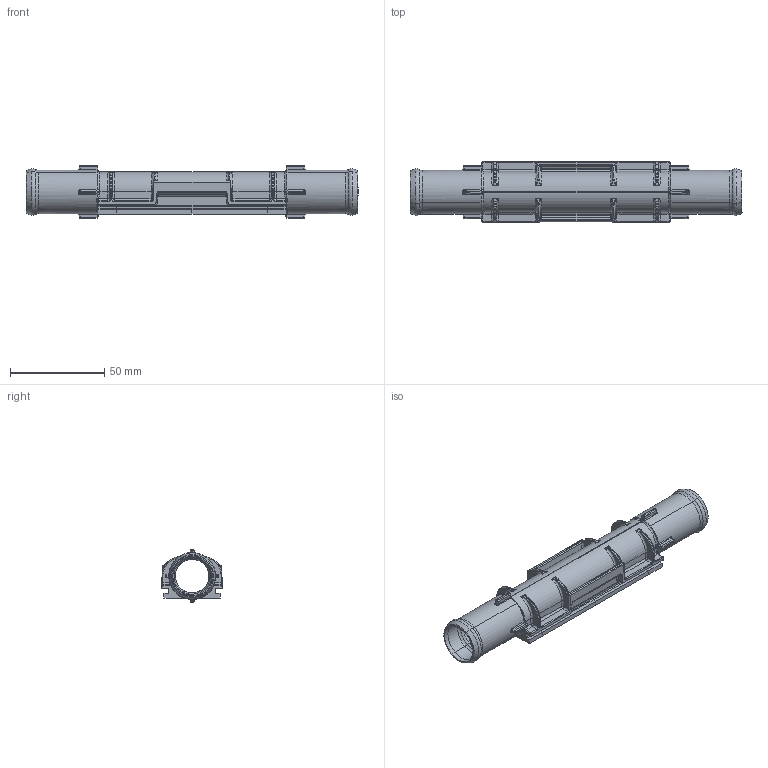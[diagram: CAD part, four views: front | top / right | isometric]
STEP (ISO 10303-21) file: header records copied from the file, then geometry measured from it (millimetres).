
FILE_DESCRIPTION(('CATIA V5 STEP','CAx-IF Rec.Pracs.--- Model Styling and Organization---1.5--- 2016-08-15','CAx-IF Rec.Pracs.---Supplemental Geometry---1.0---2011-11-01','CAx-IF Rec.Pracs.--- Composite Materials ---1.1---2010-07-15','CAx-IF Rec.Pracs.--- Geometric and Assembly Validation Properties ---3.1---2016-08-17'),'2;1');
FILE_NAME('DIGI_AUTO_FAB_FUNKDEMO_SCHELLENANSCHLUSS-TM1.stp','2024-02-01T12:03:49+00:00',('OpenDXM CA5 STEP'),('Dr. Ing. h.c. F. Porsche AG'),'CATIA Version 5-6 Release 2022 SP3 HF23','CATIA V5 STEP AP214 v2','geheim');
FILE_SCHEMA(('AUTOMOTIVE_DESIGN { 1 0 10303 214 1 1 1 1 }'));
Length unit declared in the file: millimetre
Products named in the file (1): DIGI_AUTO_FAB_FUNKDEMO_SCHELLENANSCHLUSS-TM1
Bounding box: 176.5 x 32 x 28.16 mm (x, y, z)
Volume: 33951.7 mm3; surface area: 29849.9 mm2
Topology: 1 solids, 1 shells, 820 faces, 1940 edges, 1049 vertices
Faces by surface type: bspline 308, cylinder 220, plane 126, torus 80, sphere 62, cone 24
Entity records: 37736 total; most frequent: CARTESIAN_POINT 23014, ORIENTED_EDGE 3732, EDGE_CURVE 1866, DIRECTION 1684, VERTEX_POINT 1048, B_SPLINE_CURVE_WITH_KNOTS 980, AXIS2_PLACEMENT_3D 857, EDGE_LOOP 822
